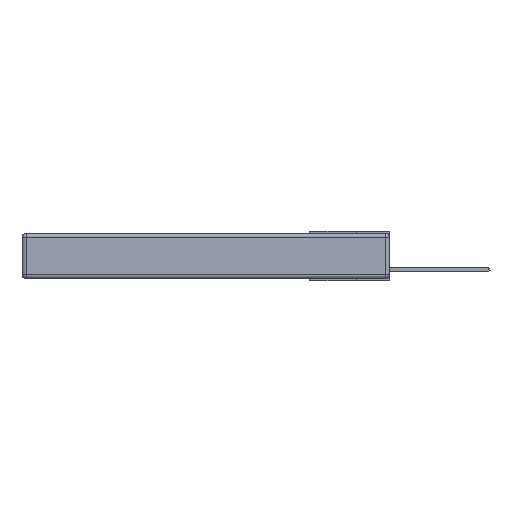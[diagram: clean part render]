
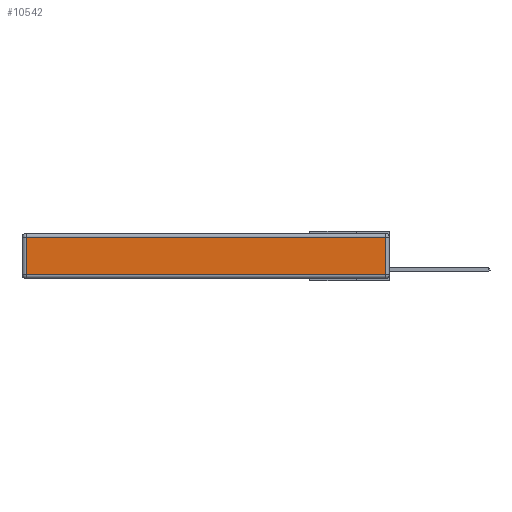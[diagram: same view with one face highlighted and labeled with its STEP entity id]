
A CAD part, left-side view. The second image highlights one B-rep face of the part: STEP entity #10542.
In plain terms, the highlighted planar face has unit normal (-1, 0, 0).
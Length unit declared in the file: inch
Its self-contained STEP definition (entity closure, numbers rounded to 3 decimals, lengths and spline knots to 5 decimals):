
#1008 = CARTESIAN_POINT ( 'NONE',  ( 0., 0., -0.313 ) ) ;
#1182 = DIRECTION ( 'NONE',  ( -1., 0., 0. ) ) ;
#2507 = CARTESIAN_POINT ( 'NONE',  ( 0., 2.75, -0.03 ) ) ;
#2740 = VERTEX_POINT ( 'NONE', #3839 ) ;
#3839 = CARTESIAN_POINT ( 'NONE',  ( 0., 0.03, -0.03 ) ) ;
#4237 = EDGE_LOOP ( 'NONE', ( #12352, #9181, #17159, #9793 ) ) ;
#4383 = DIRECTION ( 'NONE',  ( 0., 0., 1. ) ) ;
#4765 = LINE ( 'NONE', #1008, #9983 ) ;
#5929 = EDGE_CURVE ( 'NONE', #2740, #7744, #7131, .T. ) ;
#6634 = VERTEX_POINT ( 'NONE', #17062 ) ;
#7131 = LINE ( 'NONE', #2507, #7340 ) ;
#7162 = EDGE_CURVE ( 'NONE', #6634, #11699, #4765, .T. ) ;
#7340 = VECTOR ( 'NONE', #13280, 39.37008 ) ;
#7666 = LINE ( 'NONE', #13031, #11793 ) ;
#7744 = VERTEX_POINT ( 'NONE', #9290 ) ;
#7747 = EDGE_CURVE ( 'NONE', #11699, #2740, #8109, .T. ) ;
#8109 = LINE ( 'NONE', #9704, #12244 ) ;
#8553 = AXIS2_PLACEMENT_3D ( 'NONE', #13177, #1182, #14510 ) ;
#9181 = ORIENTED_EDGE ( 'NONE', *, *, #7747, .T. ) ;
#9290 = CARTESIAN_POINT ( 'NONE',  ( 0., 2.72, -0.03 ) ) ;
#9704 = CARTESIAN_POINT ( 'NONE',  ( 0., 0.03, -0.343 ) ) ;
#9793 = ORIENTED_EDGE ( 'NONE', *, *, #12357, .T. ) ;
#9983 = VECTOR ( 'NONE', #15666, 39.37008 ) ;
#10503 = FACE_OUTER_BOUND ( 'NONE', #4237, .T. ) ;
#10542 = ADVANCED_FACE ( 'NONE', ( #10503 ), #13114, .T. ) ;
#11699 = VERTEX_POINT ( 'NONE', #12837 ) ;
#11793 = VECTOR ( 'NONE', #16152, 39.37008 ) ;
#12244 = VECTOR ( 'NONE', #4383, 39.37008 ) ;
#12352 = ORIENTED_EDGE ( 'NONE', *, *, #7162, .T. ) ;
#12357 = EDGE_CURVE ( 'NONE', #7744, #6634, #7666, .T. ) ;
#12837 = CARTESIAN_POINT ( 'NONE',  ( 0., 0.03, -0.313 ) ) ;
#13031 = CARTESIAN_POINT ( 'NONE',  ( 0., 2.72, -0.343 ) ) ;
#13114 = PLANE ( 'NONE',  #8553 ) ;
#13177 = CARTESIAN_POINT ( 'NONE',  ( 0., 0., -0.343 ) ) ;
#13280 = DIRECTION ( 'NONE',  ( 0., 1., 0. ) ) ;
#14510 = DIRECTION ( 'NONE',  ( 0., 0., 1. ) ) ;
#15666 = DIRECTION ( 'NONE',  ( 0., -1., 0. ) ) ;
#16152 = DIRECTION ( 'NONE',  ( 0., 0., -1. ) ) ;
#17062 = CARTESIAN_POINT ( 'NONE',  ( 0., 2.72, -0.313 ) ) ;
#17159 = ORIENTED_EDGE ( 'NONE', *, *, #5929, .T. ) ;
